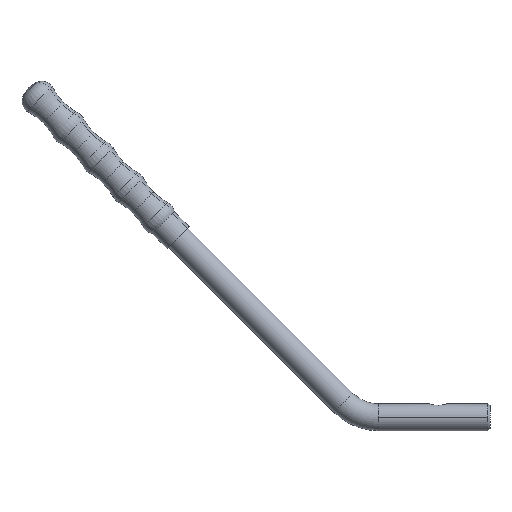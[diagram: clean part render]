
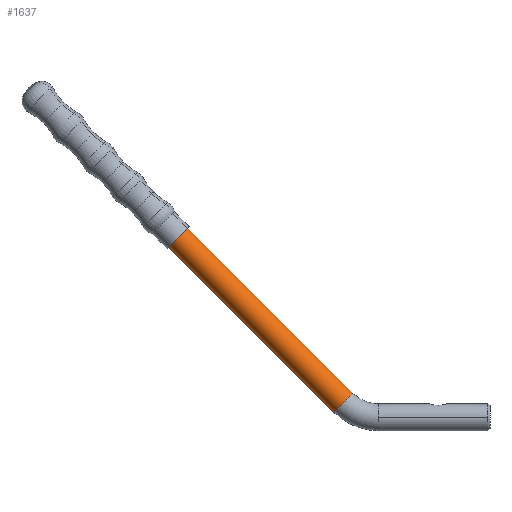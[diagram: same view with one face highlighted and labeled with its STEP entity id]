
A CAD part, top view. The second image highlights one B-rep face of the part: STEP entity #1637.
In plain terms, the highlighted cylindrical face has radius 6.35 mm (diameter 12.7 mm), a partial arc.
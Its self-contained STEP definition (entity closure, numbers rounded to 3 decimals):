
#15 = DIRECTION ( 'NONE',  ( 0.707, 0.707, 0. ) ) ;
#38 = FACE_OUTER_BOUND ( 'NONE', #1735, .T. ) ;
#41 = CARTESIAN_POINT ( 'NONE',  ( -40.837, 22.398, 0. ) ) ;
#43 = ORIENTED_EDGE ( 'NONE', *, *, #1724, .T. ) ;
#53 = CYLINDRICAL_SURFACE ( 'NONE', #878, 6.35 ) ;
#65 = VERTEX_POINT ( 'NONE', #995 ) ;
#135 = CARTESIAN_POINT ( 'NONE',  ( -45.328, 17.908, 0. ) ) ;
#163 = EDGE_CURVE ( 'NONE', #860, #65, #2104, .T. ) ;
#184 = CARTESIAN_POINT ( 'NONE',  ( -40.837, 22.398, 0. ) ) ;
#201 = LINE ( 'NONE', #184, #1947 ) ;
#260 = VERTEX_POINT ( 'NONE', #41 ) ;
#298 = DIRECTION ( 'NONE',  ( 0.707, -0.707, 0. ) ) ;
#313 = ORIENTED_EDGE ( 'NONE', *, *, #976, .F. ) ;
#753 = VECTOR ( 'NONE', #1874, 1000. ) ;
#855 = CIRCLE ( 'NONE', #1141, 6.35 ) ;
#860 = VERTEX_POINT ( 'NONE', #988 ) ;
#878 = AXIS2_PLACEMENT_3D ( 'NONE', #135, #975, #1305 ) ;
#975 = DIRECTION ( 'NONE',  ( -0.707, 0.707, 0. ) ) ;
#976 = EDGE_CURVE ( 'NONE', #260, #860, #1297, .T. ) ;
#988 = CARTESIAN_POINT ( 'NONE',  ( -49.818, 13.418, 0. ) ) ;
#995 = CARTESIAN_POINT ( 'NONE',  ( -195.931, 159.532, 0. ) ) ;
#998 = ORIENTED_EDGE ( 'NONE', *, *, #163, .F. ) ;
#1042 = CARTESIAN_POINT ( 'NONE',  ( -49.818, 13.418, 0. ) ) ;
#1141 = AXIS2_PLACEMENT_3D ( 'NONE', #1378, #2038, #15 ) ;
#1178 = EDGE_CURVE ( 'NONE', #260, #2111, #201, .T. ) ;
#1263 = CARTESIAN_POINT ( 'NONE',  ( -186.951, 168.512, 0. ) ) ;
#1297 = CIRCLE ( 'NONE', #1459, 6.35 ) ;
#1305 = DIRECTION ( 'NONE',  ( -0.707, -0.707, 0. ) ) ;
#1378 = CARTESIAN_POINT ( 'NONE',  ( -191.441, 164.022, 0. ) ) ;
#1380 = DIRECTION ( 'NONE',  ( -0.707, 0.707, 0. ) ) ;
#1459 = AXIS2_PLACEMENT_3D ( 'NONE', #1971, #298, #1805 ) ;
#1632 = ORIENTED_EDGE ( 'NONE', *, *, #1178, .T. ) ;
#1637 = ADVANCED_FACE ( 'NONE', ( #38 ), #53, .T. ) ;
#1724 = EDGE_CURVE ( 'NONE', #2111, #65, #855, .T. ) ;
#1735 = EDGE_LOOP ( 'NONE', ( #313, #1632, #43, #998 ) ) ;
#1805 = DIRECTION ( 'NONE',  ( 0., 0., -1. ) ) ;
#1874 = DIRECTION ( 'NONE',  ( -0.707, 0.707, 0. ) ) ;
#1947 = VECTOR ( 'NONE', #1380, 1000. ) ;
#1971 = CARTESIAN_POINT ( 'NONE',  ( -45.328, 17.908, 0. ) ) ;
#2038 = DIRECTION ( 'NONE',  ( 0.707, -0.707, 0. ) ) ;
#2104 = LINE ( 'NONE', #1042, #753 ) ;
#2111 = VERTEX_POINT ( 'NONE', #1263 ) ;
